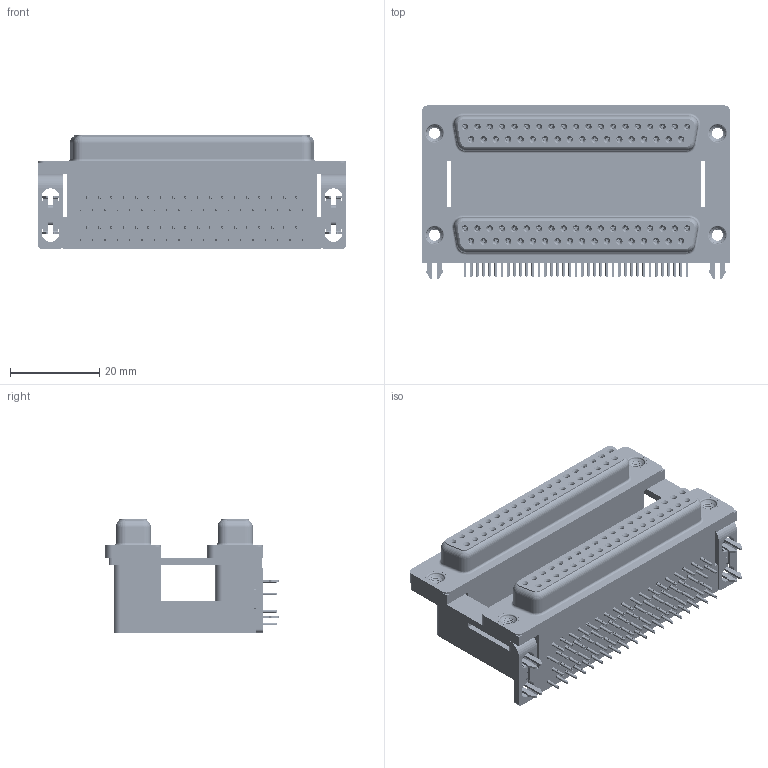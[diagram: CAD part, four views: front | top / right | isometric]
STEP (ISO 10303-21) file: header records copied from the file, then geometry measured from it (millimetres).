
FILE_DESCRIPTION (( 'STEP AP203' ), '1' );
FILE_NAME ('662-037-264-03C.STEP', '2022-06-21T22:15:33', ( '' ), ( '' ), 'SwSTEP 2.0', 'SolidWorks 2020', '' );
FILE_SCHEMA (( 'CONFIG_CONTROL_DESIGN' ));
Length unit declared in the file: millimetre
Products named in the file (12): 662 Housing Lower_37 Contacts; 662 2 Prong Board Lock_3; 662 Contact Bottom Lower; 662-037-264-03C; 662 Mounting Bracket_2ProngH; 662 Shell_37 Contacts; 662 Contact Top Upper_H; 662 Contact Top Lower; 662 Housing Upper_37 Contacts H; 662 Housing Spacer_37 Contacts H; 662 Contact Bottom Upper_H; 662 Threaded Rivet_M3
Assembly tree (87 placements, depth 2):
  662-037-264-03C
    662 Housing Lower_37 Contacts
    662 Housing Spacer_37 Contacts H
    662 Housing Upper_37 Contacts H
    662 Shell_37 Contacts  x2
    662 Contact Bottom Lower  x18
    662 Contact Top Lower  x19
    662 Contact Bottom Upper_H  x18
    662 Contact Top Upper_H  x19
    662 Mounting Bracket_2ProngH  x2
    662 2 Prong Board Lock_3  x2
    662 Threaded Rivet_M3  x4
Bounding box: 69.32 x 38.91 x 25.4 mm (x, y, z)
Volume: 34650.7 mm3; surface area: 36973.2 mm2
Topology: 87 solids, 87 shells, 11464 faces, 30168 edges, 18940 vertices
Faces by surface type: plane 5334, cylinder 2618, bspline 2532, cone 904, torus 76
Entity records: 76951 total; most frequent: CARTESIAN_POINT 20484, ORIENTED_EDGE 11160, DIRECTION 10306, EDGE_CURVE 5580, LINE 4156, VECTOR 4156, VERTEX_POINT 3596, AXIS2_PLACEMENT_3D 3075
